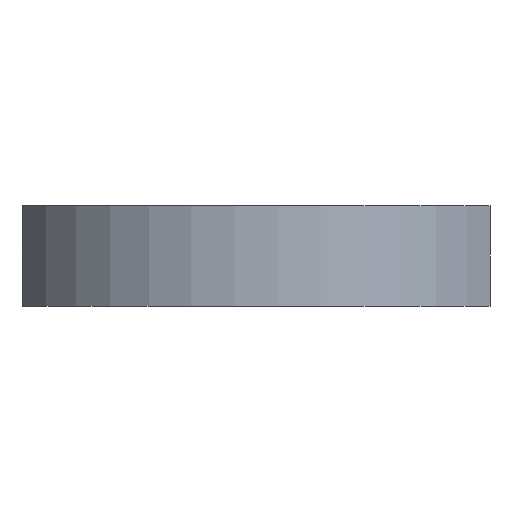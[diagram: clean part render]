
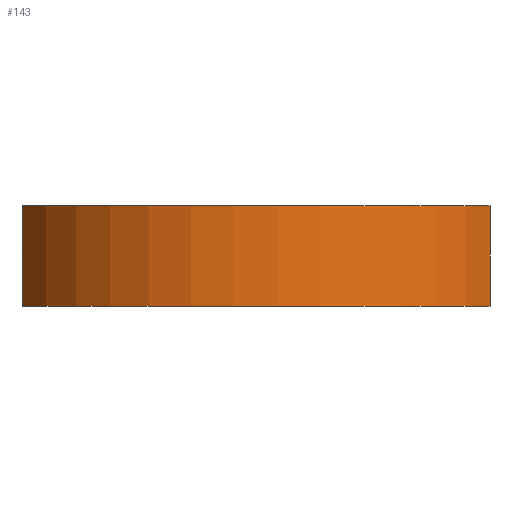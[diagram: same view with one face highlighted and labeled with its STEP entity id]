
A CAD part, front view. The second image highlights one B-rep face of the part: STEP entity #143.
In plain terms, the highlighted cylindrical face has radius 9.031 mm (diameter 18.063 mm), a partial arc.
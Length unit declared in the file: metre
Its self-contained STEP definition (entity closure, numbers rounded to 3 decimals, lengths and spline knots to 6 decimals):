
#22=CIRCLE('',#167,0.009031);
#23=CIRCLE('',#168,0.009031);
#29=CYLINDRICAL_SURFACE('',#166,0.009031);
#44=ORIENTED_EDGE('',*,*,#74,.F.);
#45=ORIENTED_EDGE('',*,*,#73,.T.);
#46=ORIENTED_EDGE('',*,*,#75,.T.);
#47=ORIENTED_EDGE('',*,*,#66,.F.);
#66=EDGE_CURVE('',#82,#83,#94,.T.);
#73=EDGE_CURVE('',#86,#87,#99,.T.);
#74=EDGE_CURVE('',#86,#82,#22,.T.);
#75=EDGE_CURVE('',#87,#83,#23,.T.);
#82=VERTEX_POINT('',#225);
#83=VERTEX_POINT('',#227);
#86=VERTEX_POINT('',#237);
#87=VERTEX_POINT('',#239);
#94=LINE('',#226,#102);
#99=LINE('',#240,#107);
#102=VECTOR('',#183,1.);
#107=VECTOR('',#196,1.);
#111=EDGE_LOOP('',(#44,#45,#46,#47));
#125=FACE_BOUND('',#111,.T.);
#143=ADVANCED_FACE('',(#125),#29,.T.);
#166=AXIS2_PLACEMENT_3D('',#241,#197,#198);
#167=AXIS2_PLACEMENT_3D('',#242,#199,#200);
#168=AXIS2_PLACEMENT_3D('',#243,#201,#202);
#183=DIRECTION('',(0.,0.,-1.));
#196=DIRECTION('',(0.,0.,-1.));
#197=DIRECTION('',(0.,0.,-1.));
#198=DIRECTION('',(-1.,0.,0.));
#199=DIRECTION('',(0.,0.,1.));
#200=DIRECTION('',(1.,0.,0.));
#201=DIRECTION('',(0.,0.,1.));
#202=DIRECTION('',(1.,0.,0.));
#225=CARTESIAN_POINT('',(-0.08289,-0.05535,-0.0021));
#226=CARTESIAN_POINT('',(-0.08289,-0.05535,-0.002098));
#227=CARTESIAN_POINT('',(-0.08289,-0.05535,-0.0055));
#237=CARTESIAN_POINT('',(-0.0988,-0.05535,-0.0021));
#239=CARTESIAN_POINT('',(-0.0988,-0.05535,-0.0055));
#240=CARTESIAN_POINT('',(-0.0988,-0.05535,-0.002098));
#241=CARTESIAN_POINT('',(-0.090845,-0.051074,-0.002098));
#242=CARTESIAN_POINT('',(-0.090845,-0.051074,-0.0021));
#243=CARTESIAN_POINT('',(-0.090845,-0.051074,-0.0055));
